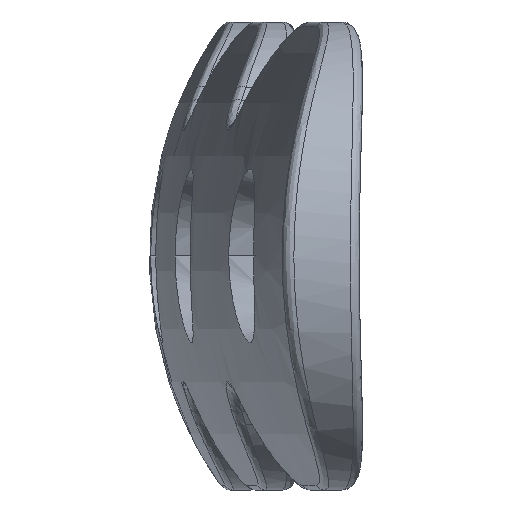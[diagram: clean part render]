
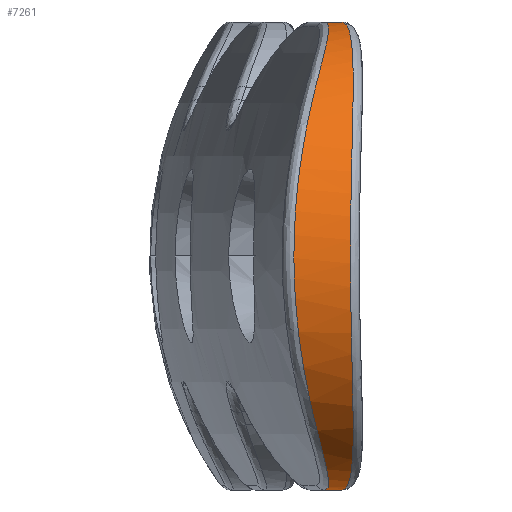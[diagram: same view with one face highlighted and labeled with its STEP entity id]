
A CAD part, left-side view. The second image highlights one B-rep face of the part: STEP entity #7261.
In plain terms, the highlighted cylindrical face has radius 4.5 mm (diameter 9 mm), a partial arc.
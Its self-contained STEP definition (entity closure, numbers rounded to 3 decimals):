
#1822=CARTESIAN_POINT('',(-25.382,21.151,-4.5));
#1823=CARTESIAN_POINT('',(-25.612,21.117,
-4.5));
#1824=CARTESIAN_POINT('',(-26.093,21.069,
-4.463));
#1825=CARTESIAN_POINT('',(-26.83,21.069,
-4.286));
#1826=CARTESIAN_POINT('',(-27.628,21.143,
-3.945));
#1827=CARTESIAN_POINT('',(-28.419,21.285,
-3.412));
#1828=CARTESIAN_POINT('',(-29.173,21.475,
-2.636));
#1829=CARTESIAN_POINT('',(-29.788,21.665,
-1.548));
#1830=CARTESIAN_POINT('',(-30.055,21.757,
-0.322));
#1831=CARTESIAN_POINT('',(-29.981,21.731,
0.78));
#1832=CARTESIAN_POINT('',(-29.693,21.636,1.696));
#1833=CARTESIAN_POINT('',(-29.284,21.511,2.434));
#1834=CARTESIAN_POINT('',(-28.806,21.381,3.025));
#1835=CARTESIAN_POINT('',(-28.28,21.261,3.503));
#1836=CARTESIAN_POINT('',(-27.668,21.153,3.911));
#1837=CARTESIAN_POINT('',(-27.,21.08,4.224));
#1838=CARTESIAN_POINT('',(-26.233,21.061,4.443));
#1839=CARTESIAN_POINT('',(-25.671,21.108,4.5));
#1840=CARTESIAN_POINT('',(-25.382,21.151,4.5));
#1842=CARTESIAN_POINT('',(-25.335,20.82,4.5));
#1843=CARTESIAN_POINT('',(-25.77,20.756,4.5));
#1844=CARTESIAN_POINT('',(-26.661,20.654,4.372));
#1845=CARTESIAN_POINT('',(-27.95,20.595,3.749));
#1846=CARTESIAN_POINT('',(-28.981,20.606,2.767));
#1847=CARTESIAN_POINT('',(-29.658,20.639,1.533));
#1848=CARTESIAN_POINT('',(-29.927,20.657,
0.166));
#1849=CARTESIAN_POINT('',(-29.756,20.645,
-1.243));
#1850=CARTESIAN_POINT('',(-29.165,20.613,
-2.493));
#1851=CARTESIAN_POINT('',(-28.351,20.596,
-3.4));
#1852=CARTESIAN_POINT('',(-27.483,20.613,
-3.991));
#1853=CARTESIAN_POINT('',(-26.535,20.67,
-4.38));
#1854=CARTESIAN_POINT('',(-25.747,20.759,
-4.5));
#1855=CARTESIAN_POINT('',(-25.335,20.82,
-4.5));
#2272=DIRECTION('',(-0.141,0.99,0.));
#2273=VECTOR('',#2272,0.334);
#2274=CARTESIAN_POINT('',(-25.335,20.82,
-4.5));
#2275=LINE('',#2274,#2273);
#2447=DIRECTION('',(-0.141,0.99,0.));
#2448=VECTOR('',#2447,0.334);
#2449=CARTESIAN_POINT('',(-25.335,20.82,4.5));
#2450=LINE('',#2449,#2448);
#3603=CARTESIAN_POINT('',(-25.382,21.151,4.5));
#3605=VERTEX_POINT('',#3603);
#3751=CARTESIAN_POINT('',(-25.382,21.151,-4.5));
#3752=VERTEX_POINT('',#3751);
#3757=CARTESIAN_POINT('',(-25.335,20.82,-4.5));
#3759=VERTEX_POINT('',#3757);
#3905=CARTESIAN_POINT('',(-25.335,20.82,4.5));
#3906=VERTEX_POINT('',#3905);
#7247=CARTESIAN_POINT('',(-23.123,5.325,0.));
#7248=DIRECTION('',(-0.141,0.99,0.));
#7249=DIRECTION('',(0.99,0.141,0.));
#7250=AXIS2_PLACEMENT_3D('',#7247,#7248,#7249);
#7251=CYLINDRICAL_SURFACE('',#7250,4.5);
#7253=ORIENTED_EDGE('',*,*,#7252,.T.);
#7255=ORIENTED_EDGE('',*,*,#7254,.F.);
#7256=ORIENTED_EDGE('',*,*,#7241,.T.);
#7258=ORIENTED_EDGE('',*,*,#7257,.T.);
#7259=EDGE_LOOP('',(#7253,#7255,#7256,#7258));
#7260=FACE_OUTER_BOUND('',#7259,.F.);
#7261=ADVANCED_FACE('',(#7260),#7251,.T.);
#1841=B_SPLINE_CURVE_WITH_KNOTS('',3,(#1822,#1823,#1824,#1825,#1826,#1827,#1828,
#1829,#1830,#1831,#1832,#1833,#1834,#1835,#1836,#1837,#1838,#1839,#1840),
.UNSPECIFIED.,.F.,.F.,(4,1,1,1,1,1,1,1,1,1,1,1,1,1,1,1,4),(0.,0.063,0.125,
0.188,0.25,0.313,0.375,0.438,0.5,0.563,0.625,0.688,
0.75,0.813,0.875,0.938,1.),.UNSPECIFIED.);
#1856=B_SPLINE_CURVE_WITH_KNOTS('',3,(#1842,#1843,#1844,#1845,#1846,#1847,#1848,
#1849,#1850,#1851,#1852,#1853,#1854,#1855),.UNSPECIFIED.,.F.,.F.,(4,1,1,1,1,1,1,
1,1,1,1,4),(0.,0.091,0.182,0.273,
0.364,0.455,0.545,0.636,
0.727,0.818,0.909,1.),.UNSPECIFIED.);
#7241=EDGE_CURVE('',#3906,#3759,#1856,.T.);
#7252=EDGE_CURVE('',#3752,#3605,#1841,.T.);
#7254=EDGE_CURVE('',#3906,#3605,#2450,.T.);
#7257=EDGE_CURVE('',#3759,#3752,#2275,.T.);
